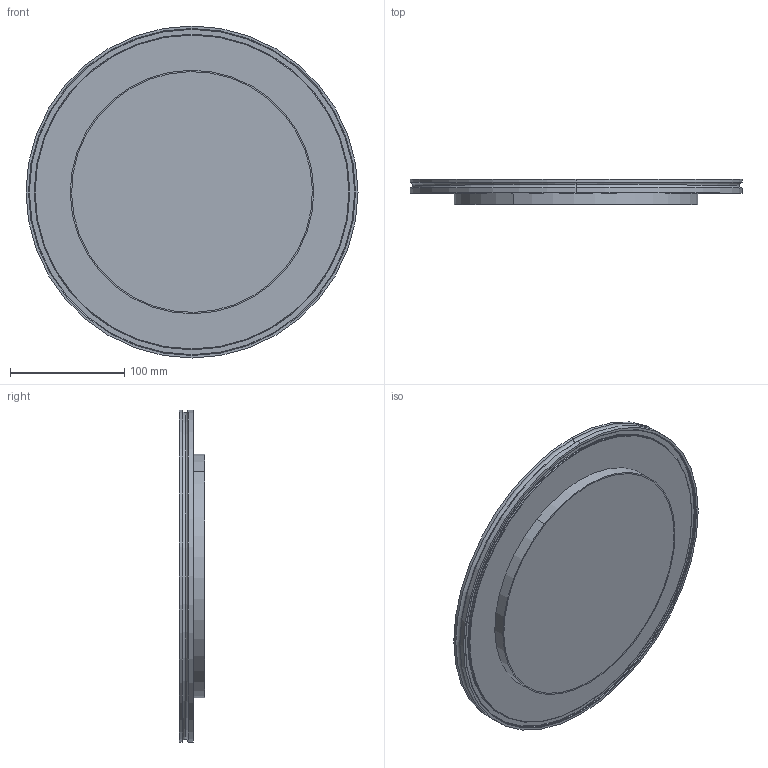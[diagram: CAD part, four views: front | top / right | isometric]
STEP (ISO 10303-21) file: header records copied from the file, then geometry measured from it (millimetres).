
FILE_DESCRIPTION (( 'STEP AP203' ), '1' );
FILE_NAME ('A14117-1-ISO.STEP', '2019-06-21T15:03:35', ( '' ), ( '' ), 'SwSTEP 2.0', 'SolidWorks 2019', '' );
FILE_SCHEMA (( 'CONFIG_CONTROL_DESIGN' ));
Length unit declared in the file: inch
Products named in the file (1): A14117-1-ISO
Bounding box: 290.07 x 21.95 x 290.07 mm (x, y, z)
Volume: 727204.9 mm3; surface area: 188011.5 mm2
Topology: 2 solids, 2 shells, 48 faces, 96 edges, 58 vertices
Faces by surface type: cylinder 22, torus 14, plane 10, cone 2
Entity records: 1349 total; most frequent: DIRECTION 266, CARTESIAN_POINT 203, ORIENTED_EDGE 192, AXIS2_PLACEMENT_3D 121, EDGE_CURVE 96, CIRCLE 72, VERTEX_POINT 58, EDGE_LOOP 56
